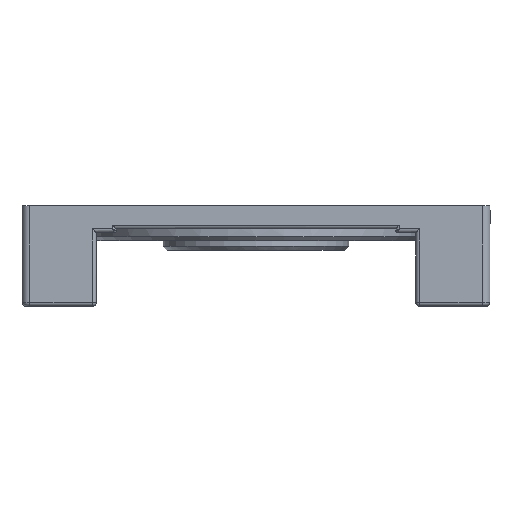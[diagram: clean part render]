
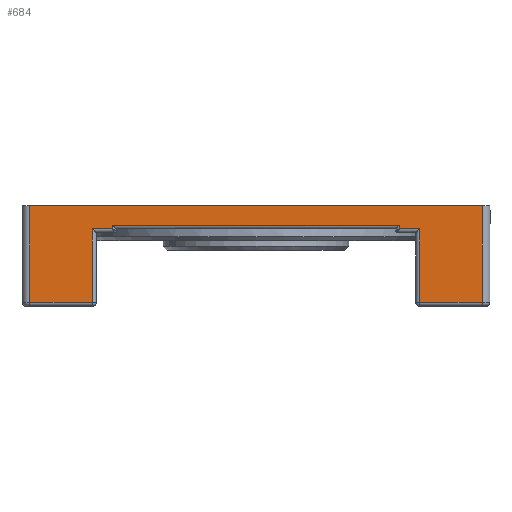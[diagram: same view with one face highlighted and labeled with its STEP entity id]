
A CAD part, front view. The second image highlights one B-rep face of the part: STEP entity #684.
In plain terms, the highlighted planar face has unit normal (0, -1, 0).
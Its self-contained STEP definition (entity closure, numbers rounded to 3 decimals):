
#97 = VERTEX_POINT ( 'NONE', #1957 ) ;
#134 = AXIS2_PLACEMENT_3D ( 'NONE', #6845, #2152, #484 ) ;
#334 = CARTESIAN_POINT ( 'NONE',  ( -60.5, -73., 11.5 ) ) ;
#484 = DIRECTION ( 'NONE',  ( 0., 0., 1. ) ) ;
#629 = CARTESIAN_POINT ( 'NONE',  ( 58.5, -73., 11.5 ) ) ;
#651 = DIRECTION ( 'NONE',  ( 1., 0., 0. ) ) ;
#653 = ORIENTED_EDGE ( 'NONE', *, *, #5974, .T. ) ;
#684 = ADVANCED_FACE ( 'NONE', ( #7626 ), #3644, .F. ) ;
#1060 = CARTESIAN_POINT ( 'NONE',  ( 60.5, -73., -13.5 ) ) ;
#1138 = LINE ( 'NONE', #7551, #7115 ) ;
#1289 = VERTEX_POINT ( 'NONE', #1439 ) ;
#1324 = LINE ( 'NONE', #334, #3531 ) ;
#1360 = CARTESIAN_POINT ( 'NONE',  ( 37.108, -73., 5.5 ) ) ;
#1439 = CARTESIAN_POINT ( 'NONE',  ( -37.108, -73., 6.5 ) ) ;
#1444 = ORIENTED_EDGE ( 'NONE', *, *, #8063, .T. ) ;
#1528 = ORIENTED_EDGE ( 'NONE', *, *, #5999, .T. ) ;
#1691 = DIRECTION ( 'NONE',  ( 1., 0., 0. ) ) ;
#1894 = CARTESIAN_POINT ( 'NONE',  ( -37.108, -73., 5.5 ) ) ;
#1957 = CARTESIAN_POINT ( 'NONE',  ( 42.288, -73., -13.5 ) ) ;
#1972 = CARTESIAN_POINT ( 'NONE',  ( 37.108, -73., 6.5 ) ) ;
#1973 = EDGE_CURVE ( 'NONE', #9385, #1289, #3412, .T. ) ;
#2054 = VERTEX_POINT ( 'NONE', #1360 ) ;
#2143 = ORIENTED_EDGE ( 'NONE', *, *, #8753, .T. ) ;
#2152 = DIRECTION ( 'NONE',  ( 0., 1., 0. ) ) ;
#2174 = CARTESIAN_POINT ( 'NONE',  ( 58.5, -73., -13.5 ) ) ;
#2183 = LINE ( 'NONE', #8647, #8134 ) ;
#2342 = CARTESIAN_POINT ( 'NONE',  ( 42.288, -73., 11.5 ) ) ;
#2519 = VERTEX_POINT ( 'NONE', #7746 ) ;
#2601 = EDGE_CURVE ( 'NONE', #2054, #6199, #8581, .T. ) ;
#2779 = DIRECTION ( 'NONE',  ( 0., 0., 1. ) ) ;
#3357 = ORIENTED_EDGE ( 'NONE', *, *, #7046, .T. ) ;
#3362 = VECTOR ( 'NONE', #8011, 1000. ) ;
#3412 = LINE ( 'NONE', #7563, #7706 ) ;
#3531 = VECTOR ( 'NONE', #9362, 1000. ) ;
#3559 = DIRECTION ( 'NONE',  ( 1., 0., 0. ) ) ;
#3611 = LINE ( 'NONE', #6814, #9642 ) ;
#3644 = PLANE ( 'NONE',  #134 ) ;
#3690 = DIRECTION ( 'NONE',  ( 0., 0., 1. ) ) ;
#3713 = VERTEX_POINT ( 'NONE', #2174 ) ;
#3716 = ORIENTED_EDGE ( 'NONE', *, *, #10032, .T. ) ;
#4023 = CARTESIAN_POINT ( 'NONE',  ( 58.5, -73., 11.5 ) ) ;
#4034 = DIRECTION ( 'NONE',  ( 0., 0., -1. ) ) ;
#4117 = VERTEX_POINT ( 'NONE', #4699 ) ;
#4270 = LINE ( 'NONE', #8100, #5814 ) ;
#4464 = VERTEX_POINT ( 'NONE', #629 ) ;
#4699 = CARTESIAN_POINT ( 'NONE',  ( -42.288, -73., 5.5 ) ) ;
#4711 = DIRECTION ( 'NONE',  ( 0., 0., 1. ) ) ;
#4715 = LINE ( 'NONE', #7852, #3362 ) ;
#4819 = EDGE_CURVE ( 'NONE', #9987, #2054, #3611, .T. ) ;
#5252 = VERTEX_POINT ( 'NONE', #6111 ) ;
#5409 = ORIENTED_EDGE ( 'NONE', *, *, #9428, .T. ) ;
#5812 = VERTEX_POINT ( 'NONE', #8967 ) ;
#5814 = VECTOR ( 'NONE', #1691, 1000. ) ;
#5974 = EDGE_CURVE ( 'NONE', #6199, #97, #7862, .T. ) ;
#5999 = EDGE_CURVE ( 'NONE', #5812, #2519, #2183, .T. ) ;
#6097 = VECTOR ( 'NONE', #9882, 1000. ) ;
#6111 = CARTESIAN_POINT ( 'NONE',  ( -42.288, -73., -13.5 ) ) ;
#6199 = VERTEX_POINT ( 'NONE', #8609 ) ;
#6554 = VECTOR ( 'NONE', #3690, 1000. ) ;
#6657 = ORIENTED_EDGE ( 'NONE', *, *, #8272, .F. ) ;
#6814 = CARTESIAN_POINT ( 'NONE',  ( 37.108, -73., 6. ) ) ;
#6845 = CARTESIAN_POINT ( 'NONE',  ( -60.5, -73., 11.5 ) ) ;
#6980 = VECTOR ( 'NONE', #651, 1000. ) ;
#7003 = ORIENTED_EDGE ( 'NONE', *, *, #1973, .T. ) ;
#7046 = EDGE_CURVE ( 'NONE', #2519, #5252, #4270, .T. ) ;
#7115 = VECTOR ( 'NONE', #3559, 1000. ) ;
#7236 = DIRECTION ( 'NONE',  ( 0., 0., -1. ) ) ;
#7535 = LINE ( 'NONE', #1060, #6097 ) ;
#7551 = CARTESIAN_POINT ( 'NONE',  ( -60.5, -73., 6.5 ) ) ;
#7563 = CARTESIAN_POINT ( 'NONE',  ( -37.108, -73., 6. ) ) ;
#7626 = FACE_OUTER_BOUND ( 'NONE', #9182, .T. ) ;
#7678 = LINE ( 'NONE', #8293, #6554 ) ;
#7706 = VECTOR ( 'NONE', #2779, 1000. ) ;
#7731 = ORIENTED_EDGE ( 'NONE', *, *, #9260, .T. ) ;
#7746 = CARTESIAN_POINT ( 'NONE',  ( -58.5, -73., -13.5 ) ) ;
#7852 = CARTESIAN_POINT ( 'NONE',  ( -33.93, -73., 5.5 ) ) ;
#7862 = LINE ( 'NONE', #2342, #8794 ) ;
#7952 = LINE ( 'NONE', #4023, #8809 ) ;
#8011 = DIRECTION ( 'NONE',  ( 1., 0., 0. ) ) ;
#8063 = EDGE_CURVE ( 'NONE', #3713, #4464, #7952, .T. ) ;
#8088 = ORIENTED_EDGE ( 'NONE', *, *, #2601, .T. ) ;
#8100 = CARTESIAN_POINT ( 'NONE',  ( -42.288, -73., -13.5 ) ) ;
#8134 = VECTOR ( 'NONE', #7236, 1000. ) ;
#8272 = EDGE_CURVE ( 'NONE', #5812, #4464, #1324, .T. ) ;
#8293 = CARTESIAN_POINT ( 'NONE',  ( -42.288, -73., 11.5 ) ) ;
#8581 = LINE ( 'NONE', #9423, #6980 ) ;
#8609 = CARTESIAN_POINT ( 'NONE',  ( 42.288, -73., 5.5 ) ) ;
#8647 = CARTESIAN_POINT ( 'NONE',  ( -58.5, -73., 11.5 ) ) ;
#8700 = ORIENTED_EDGE ( 'NONE', *, *, #4819, .T. ) ;
#8753 = EDGE_CURVE ( 'NONE', #5252, #4117, #7678, .T. ) ;
#8794 = VECTOR ( 'NONE', #4034, 1000. ) ;
#8809 = VECTOR ( 'NONE', #4711, 1000. ) ;
#8967 = CARTESIAN_POINT ( 'NONE',  ( -58.5, -73., 11.5 ) ) ;
#9182 = EDGE_LOOP ( 'NONE', ( #6657, #1528, #3357, #2143, #7731, #7003, #3716, #8700, #8088, #653, #5409, #1444 ) ) ;
#9260 = EDGE_CURVE ( 'NONE', #4117, #9385, #4715, .T. ) ;
#9274 = DIRECTION ( 'NONE',  ( 0., 0., -1. ) ) ;
#9362 = DIRECTION ( 'NONE',  ( 1., 0., 0. ) ) ;
#9385 = VERTEX_POINT ( 'NONE', #1894 ) ;
#9423 = CARTESIAN_POINT ( 'NONE',  ( 38.435, -73., 5.5 ) ) ;
#9428 = EDGE_CURVE ( 'NONE', #97, #3713, #7535, .T. ) ;
#9642 = VECTOR ( 'NONE', #9274, 1000. ) ;
#9882 = DIRECTION ( 'NONE',  ( 1., 0., 0. ) ) ;
#9987 = VERTEX_POINT ( 'NONE', #1972 ) ;
#10032 = EDGE_CURVE ( 'NONE', #1289, #9987, #1138, .T. ) ;
